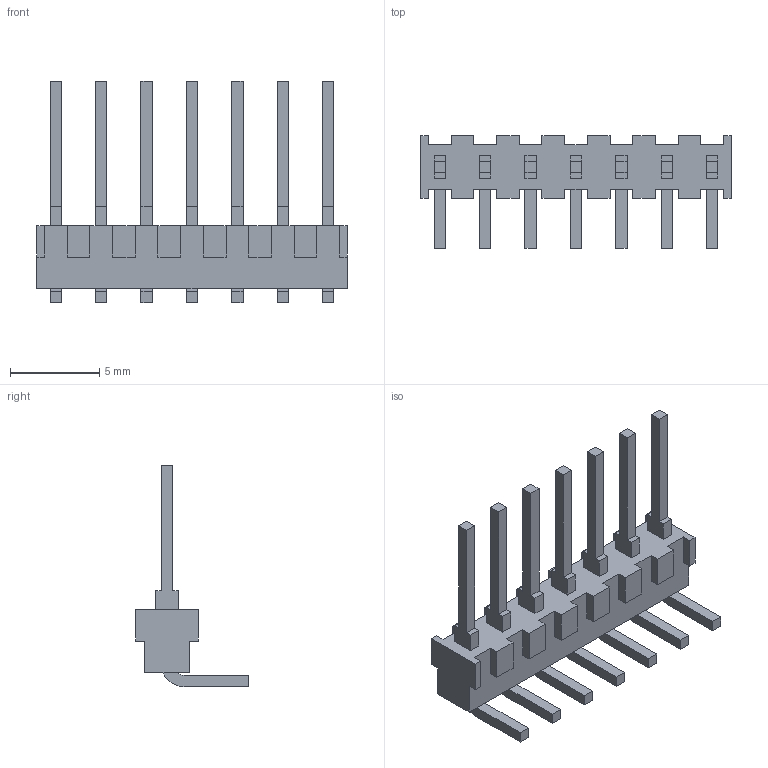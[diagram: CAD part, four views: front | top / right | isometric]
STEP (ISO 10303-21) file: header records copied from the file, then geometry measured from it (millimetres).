
FILE_DESCRIPTION((''),'2;1');
FILE_NAME('C-2267064-7','2016-04-12T',('workeradm'),('Tyco Electronics Ltd.'),'CREO PARAMETRIC BY PTC INC, 2015200','CREO PARAMETRIC BY PTC INC, 2015200','');
FILE_SCHEMA(('AUTOMOTIVE_DESIGN { 1 0 10303 214 1 1 1 1 }'));
Length unit declared in the file: millimetre
Products named in the file (1): C-2267064-7
Bounding box: 17.37 x 6.3 x 12.38 mm (x, y, z)
Volume: 206.5 mm3; surface area: 506 mm2
Topology: 1 solids, 1 shells, 178 faces, 486 edges, 324 vertices
Faces by surface type: plane 164, cylinder 14
Entity records: 5582 total; most frequent: CARTESIAN_POINT 990, ORIENTED_EDGE 972, DIRECTION 870, EDGE_CURVE 486, VECTOR 458, LINE 458, VERTEX_POINT 324, AXIS2_PLACEMENT_3D 206
